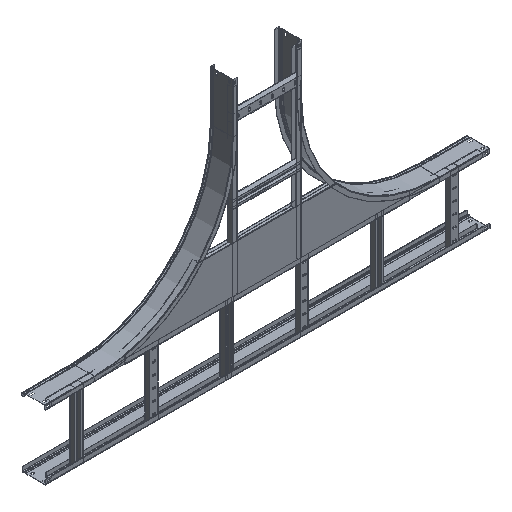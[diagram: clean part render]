
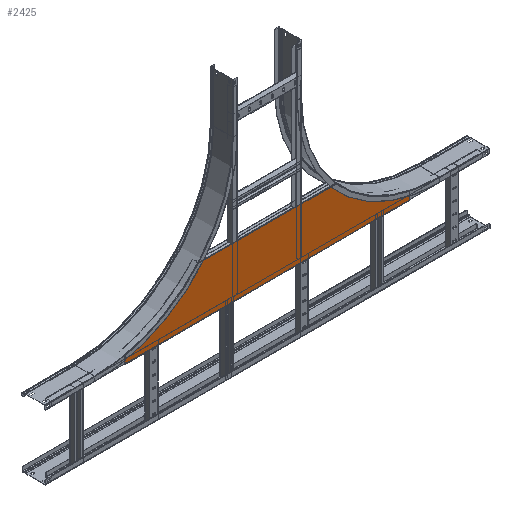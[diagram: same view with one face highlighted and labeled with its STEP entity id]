
A CAD part, isometric view. The second image highlights one B-rep face of the part: STEP entity #2425.
In plain terms, the highlighted planar face has unit normal (0, -1, 0).
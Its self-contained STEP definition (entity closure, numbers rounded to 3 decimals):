
#209 = AXIS2_PLACEMENT_3D ( 'NONE', #5401, #12546, #6432 ) ;
#514 = EDGE_CURVE ( 'NONE', #2161, #8680, #12982, .T. ) ;
#552 = AXIS2_PLACEMENT_3D ( 'NONE', #2698, #3662, #11846 ) ;
#762 = VECTOR ( 'NONE', #4704, 1000. ) ;
#764 = CARTESIAN_POINT ( 'NONE',  ( 618., -1.2, -395.4 ) ) ;
#1499 = EDGE_LOOP ( 'NONE', ( #2581, #12897, #11193, #5514, #9912, #12806, #13053, #4216 ) ) ;
#1560 = EDGE_CURVE ( 'NONE', #5127, #10483, #10550, .T. ) ;
#1764 = VECTOR ( 'NONE', #8198, 1000. ) ;
#1938 = LINE ( 'NONE', #6178, #6899 ) ;
#2161 = VERTEX_POINT ( 'NONE', #10153 ) ;
#2425 = ADVANCED_FACE ( 'NONE', ( #7441 ), #11472, .F. ) ;
#2459 = DIRECTION ( 'NONE',  ( 0., 0., -1. ) ) ;
#2482 = EDGE_CURVE ( 'NONE', #5835, #10483, #10310, .T. ) ;
#2581 = ORIENTED_EDGE ( 'NONE', *, *, #514, .F. ) ;
#2646 = CARTESIAN_POINT ( 'NONE',  ( 618., -1.2, -364.637 ) ) ;
#2698 = CARTESIAN_POINT ( 'NONE',  ( 613., -1.2, -364.637 ) ) ;
#2709 = VERTEX_POINT ( 'NONE', #3046 ) ;
#3016 = EDGE_CURVE ( 'NONE', #2709, #10870, #4244, .T. ) ;
#3046 = CARTESIAN_POINT ( 'NONE',  ( 299.051, -1.2, -173.2 ) ) ;
#3056 = DIRECTION ( 'NONE',  ( -1., 0., 0. ) ) ;
#3170 = DIRECTION ( 'NONE',  ( 0., 0., 1. ) ) ;
#3292 = EDGE_CURVE ( 'NONE', #2161, #5835, #6943, .T. ) ;
#3662 = DIRECTION ( 'NONE',  ( 0., -1., 0. ) ) ;
#3748 = CIRCLE ( 'NONE', #552, 5. ) ;
#4216 = ORIENTED_EDGE ( 'NONE', *, *, #12282, .T. ) ;
#4244 = CIRCLE ( 'NONE', #209, 601.8 ) ;
#4627 = VERTEX_POINT ( 'NONE', #2646 ) ;
#4704 = DIRECTION ( 'NONE',  ( 0., 0., -1. ) ) ;
#4855 = AXIS2_PLACEMENT_3D ( 'NONE', #10686, #11702, #6713 ) ;
#4919 = CARTESIAN_POINT ( 'NONE',  ( 618., -1.2, -393.2 ) ) ;
#5127 = VERTEX_POINT ( 'NONE', #4919 ) ;
#5401 = CARTESIAN_POINT ( 'NONE',  ( 748.677, -1.2, 226.8 ) ) ;
#5514 = ORIENTED_EDGE ( 'NONE', *, *, #1560, .F. ) ;
#5594 = CARTESIAN_POINT ( 'NONE',  ( -618., -1.2, 226.8 ) ) ;
#5835 = VERTEX_POINT ( 'NONE', #8231 ) ;
#6178 = CARTESIAN_POINT ( 'NONE',  ( -560., -1.2, -173.2 ) ) ;
#6432 = DIRECTION ( 'NONE',  ( 0., 0., -1. ) ) ;
#6505 = EDGE_CURVE ( 'NONE', #4627, #5127, #6842, .T. ) ;
#6713 = DIRECTION ( 'NONE',  ( 0., 0., 1. ) ) ;
#6842 = LINE ( 'NONE', #764, #762 ) ;
#6899 = VECTOR ( 'NONE', #3056, 1000. ) ;
#6943 = CIRCLE ( 'NONE', #10670, 5. ) ;
#7115 = DIRECTION ( 'NONE',  ( 0., 0., 1. ) ) ;
#7137 = CARTESIAN_POINT ( 'NONE',  ( -613., -1.2, -364.637 ) ) ;
#7441 = FACE_OUTER_BOUND ( 'NONE', #1499, .T. ) ;
#8198 = DIRECTION ( 'NONE',  ( -1., 0., 0. ) ) ;
#8231 = CARTESIAN_POINT ( 'NONE',  ( -618., -1.2, -364.637 ) ) ;
#8382 = VECTOR ( 'NONE', #2459, 1000. ) ;
#8424 = CARTESIAN_POINT ( 'NONE',  ( 614.118, -1.2, -359.764 ) ) ;
#8680 = VERTEX_POINT ( 'NONE', #10403 ) ;
#9131 = CARTESIAN_POINT ( 'NONE',  ( -748.677, -1.2, 226.8 ) ) ;
#9205 = DIRECTION ( 'NONE',  ( 0., -1., 0. ) ) ;
#9302 = CARTESIAN_POINT ( 'NONE',  ( -940.5, -1.2, -393.2 ) ) ;
#9912 = ORIENTED_EDGE ( 'NONE', *, *, #6505, .F. ) ;
#10153 = CARTESIAN_POINT ( 'NONE',  ( -614.118, -1.2, -359.764 ) ) ;
#10310 = LINE ( 'NONE', #5594, #8382 ) ;
#10403 = CARTESIAN_POINT ( 'NONE',  ( -299.051, -1.2, -173.2 ) ) ;
#10483 = VERTEX_POINT ( 'NONE', #12683 ) ;
#10550 = LINE ( 'NONE', #9302, #1764 ) ;
#10670 = AXIS2_PLACEMENT_3D ( 'NONE', #7137, #9205, #3170 ) ;
#10686 = CARTESIAN_POINT ( 'NONE',  ( -748.677, -1.2, 226.8 ) ) ;
#10870 = VERTEX_POINT ( 'NONE', #8424 ) ;
#11193 = ORIENTED_EDGE ( 'NONE', *, *, #2482, .T. ) ;
#11472 = PLANE ( 'NONE',  #4855 ) ;
#11621 = EDGE_CURVE ( 'NONE', #4627, #10870, #3748, .T. ) ;
#11702 = DIRECTION ( 'NONE',  ( 0., 1., 0. ) ) ;
#11846 = DIRECTION ( 'NONE',  ( 0., 0., 1. ) ) ;
#11909 = AXIS2_PLACEMENT_3D ( 'NONE', #9131, #13212, #7115 ) ;
#12282 = EDGE_CURVE ( 'NONE', #2709, #8680, #1938, .T. ) ;
#12546 = DIRECTION ( 'NONE',  ( 0., -1., 0. ) ) ;
#12683 = CARTESIAN_POINT ( 'NONE',  ( -618., -1.2, -393.2 ) ) ;
#12806 = ORIENTED_EDGE ( 'NONE', *, *, #11621, .T. ) ;
#12897 = ORIENTED_EDGE ( 'NONE', *, *, #3292, .T. ) ;
#12982 = CIRCLE ( 'NONE', #11909, 601.8 ) ;
#13053 = ORIENTED_EDGE ( 'NONE', *, *, #3016, .F. ) ;
#13212 = DIRECTION ( 'NONE',  ( 0., -1., 0. ) ) ;
